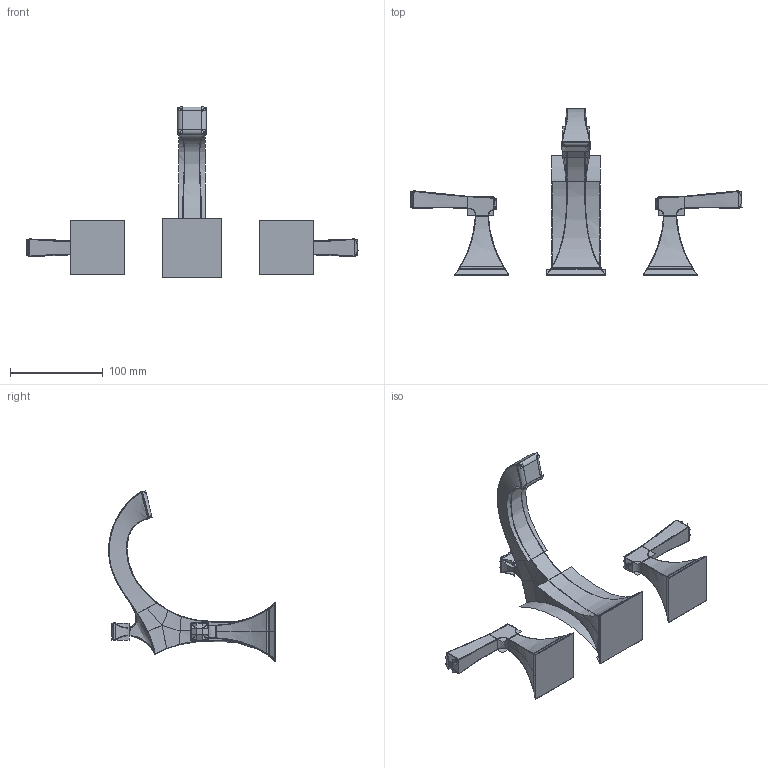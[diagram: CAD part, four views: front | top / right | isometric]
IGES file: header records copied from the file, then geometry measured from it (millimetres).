
Start section:  PTC IGES file: 2570_1_asm.igs
Global section: file name: 2570_1_asm.igs; native system: Creo Parametric by PTC Inc.; preprocessor: 2018400; author: jinson.thomas; organization: Unknown; date: 20201127.142108; units: inch
Bounding box: 358.49 x 180.03 x 184.03 mm (x, y, z)
Volume: 391619.8 mm3; surface area: 301905 mm2
Topology: 3 solids, 3 shells, 1068 faces, 4886 edges, 5831 vertices
Faces by surface type: bspline 716, revolution 300, extrusion 52
